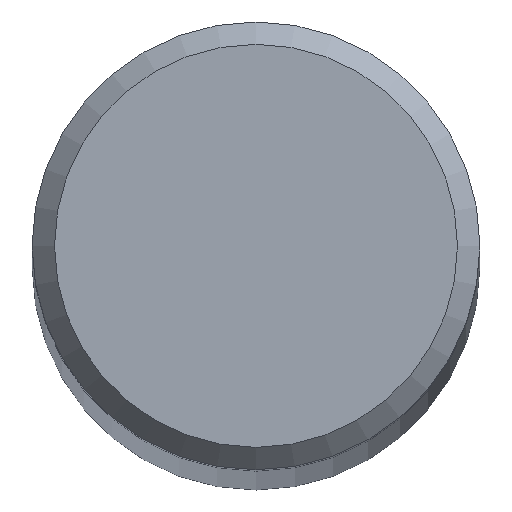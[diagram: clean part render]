
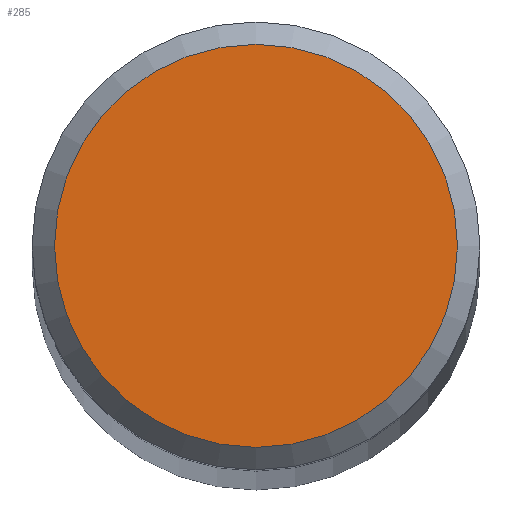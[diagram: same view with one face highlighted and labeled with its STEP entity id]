
A CAD part, top view. The second image highlights one B-rep face of the part: STEP entity #285.
In plain terms, the highlighted free-form (B-spline) face has degree [1, 1] with [2, 2] control points.
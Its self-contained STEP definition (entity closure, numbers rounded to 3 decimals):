
#251 = VERTEX_POINT('', #252);
#252 = CARTESIAN_POINT('', (-1.575, 0., 0.));
#258 = EDGE_CURVE('', #251, #251, #259, .T.);
#259 = CIRCLE('', #260, 1.575);
#260 = AXIS2_PLACEMENT_3D('', #261, #262, #263);
#261 = CARTESIAN_POINT('', (0., 0., 0.));
#262 = DIRECTION('', (0., 0., -1.));
#263 = DIRECTION('', (-1., 0., 0.));
#285 = ADVANCED_FACE('', (#286), #289, .T.);
#286 = FACE_OUTER_BOUND('', #287, .T.);
#287 = EDGE_LOOP('', (#288));
#288 = ORIENTED_EDGE('', *, *, #258, .F.);
#289 = B_SPLINE_SURFACE_WITH_KNOTS('', 1, 1, ((#290, #291), (#292, #293)), .UNSPECIFIED., .F., .F., .U., (2, 2), (2, 2), (0.045, 0.955), (0.045, 0.955), .UNSPECIFIED.);
#290 = CARTESIAN_POINT('', (1.575, -1.575, 0.));
#291 = CARTESIAN_POINT('', (-1.575, -1.575, 0.));
#292 = CARTESIAN_POINT('', (1.575, 1.575, 0.));
#293 = CARTESIAN_POINT('', (-1.575, 1.575, 0.));
